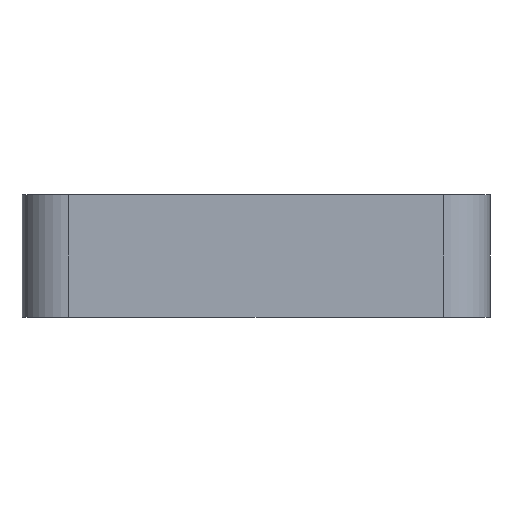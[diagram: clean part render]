
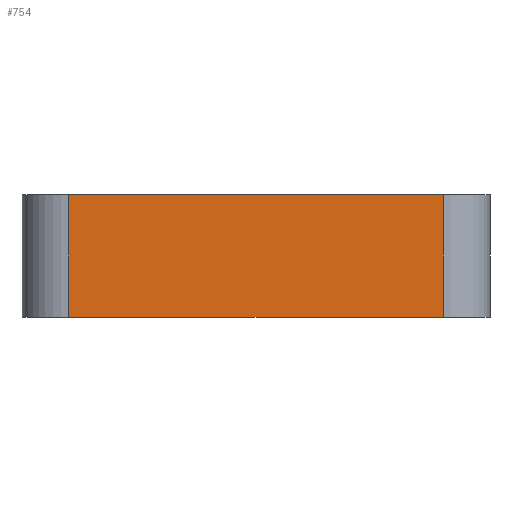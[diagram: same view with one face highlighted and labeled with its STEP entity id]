
A CAD part, left-side view. The second image highlights one B-rep face of the part: STEP entity #754.
In plain terms, the highlighted planar face has unit normal (-1, 0, 0).
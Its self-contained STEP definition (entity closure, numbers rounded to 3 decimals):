
#7 = PLANE ( 'NONE',  #1504 ) ;
#21 = CARTESIAN_POINT ( 'NONE',  ( -20., -16., 5.25 ) ) ;
#263 = DIRECTION ( 'NONE',  ( 0., -1., 0. ) ) ;
#754 = ADVANCED_FACE ( 'NONE', ( #6825 ), #7, .F. ) ;
#1038 = VECTOR ( 'NONE', #1581, 1000. ) ;
#1469 = CARTESIAN_POINT ( 'NONE',  ( -20., 16., 5.25 ) ) ;
#1504 = AXIS2_PLACEMENT_3D ( 'NONE', #1469, #8220, #3482 ) ;
#1537 = LINE ( 'NONE', #5076, #1038 ) ;
#1581 = DIRECTION ( 'NONE',  ( 0., 0., -1. ) ) ;
#1599 = ORIENTED_EDGE ( 'NONE', *, *, #4195, .F. ) ;
#1781 = VECTOR ( 'NONE', #4347, 1000. ) ;
#2059 = EDGE_CURVE ( 'NONE', #5111, #7851, #1537, .T. ) ;
#2143 = LINE ( 'NONE', #4464, #2609 ) ;
#2609 = VECTOR ( 'NONE', #263, 1000. ) ;
#2728 = EDGE_LOOP ( 'NONE', ( #7812, #8642, #1599, #3113 ) ) ;
#2925 = VECTOR ( 'NONE', #8391, 1000. ) ;
#3113 = ORIENTED_EDGE ( 'NONE', *, *, #5710, .T. ) ;
#3440 = CARTESIAN_POINT ( 'NONE',  ( -20., 16., -5.25 ) ) ;
#3482 = DIRECTION ( 'NONE',  ( 0., 0., -1. ) ) ;
#4134 = LINE ( 'NONE', #3440, #2925 ) ;
#4195 = EDGE_CURVE ( 'NONE', #7761, #5111, #2143, .T. ) ;
#4296 = LINE ( 'NONE', #8613, #1781 ) ;
#4347 = DIRECTION ( 'NONE',  ( 0., 0., -1. ) ) ;
#4464 = CARTESIAN_POINT ( 'NONE',  ( -20., 16., 5.25 ) ) ;
#4579 = EDGE_CURVE ( 'NONE', #7527, #7851, #4134, .T. ) ;
#4599 = CARTESIAN_POINT ( 'NONE',  ( -20., 16., -5.25 ) ) ;
#4805 = CARTESIAN_POINT ( 'NONE',  ( -20., -16., -5.25 ) ) ;
#5076 = CARTESIAN_POINT ( 'NONE',  ( -20., -16., 5.25 ) ) ;
#5111 = VERTEX_POINT ( 'NONE', #21 ) ;
#5710 = EDGE_CURVE ( 'NONE', #7761, #7527, #4296, .T. ) ;
#6771 = CARTESIAN_POINT ( 'NONE',  ( -20., 16., 5.25 ) ) ;
#6825 = FACE_OUTER_BOUND ( 'NONE', #2728, .T. ) ;
#7527 = VERTEX_POINT ( 'NONE', #4599 ) ;
#7761 = VERTEX_POINT ( 'NONE', #6771 ) ;
#7812 = ORIENTED_EDGE ( 'NONE', *, *, #4579, .T. ) ;
#7851 = VERTEX_POINT ( 'NONE', #4805 ) ;
#8220 = DIRECTION ( 'NONE',  ( 1., 0., 0. ) ) ;
#8391 = DIRECTION ( 'NONE',  ( 0., -1., 0. ) ) ;
#8613 = CARTESIAN_POINT ( 'NONE',  ( -20., 16., 5.25 ) ) ;
#8642 = ORIENTED_EDGE ( 'NONE', *, *, #2059, .F. ) ;
